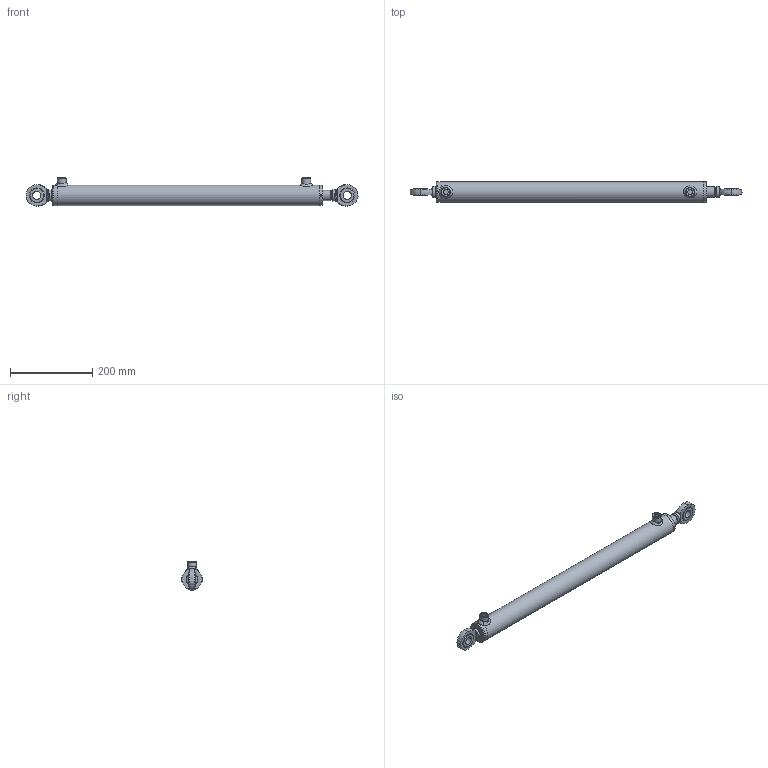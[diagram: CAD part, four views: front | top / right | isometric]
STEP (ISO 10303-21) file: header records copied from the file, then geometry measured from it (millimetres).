
FILE_DESCRIPTION(/* description */ ('Unknown'),/* implementation_level */ '2;1');
FILE_NAME(/* name */ 'M03.3 040 025 550 188186',/* time_stamp */ '2025-09-16T10:38:47+02:00',/* author */ ('Unknown'),/* organization */ ('Unknown'),/* preprocessor_version */ 'ST-DEVELOPER v18.104',/* originating_system */ 'Solid Edge',/* authorisation */ 'Unknown');
FILE_SCHEMA (('AUTOMOTIVE_DESIGN {1 0 10303 214 3 1 1}'));
Length unit declared in the file: millimetre
Products named in the file (3): M03.3 040 025 550 188186; Gelenkauge Ø20 901204; 188030
Assembly tree (3 placements, depth 2):
  M03.3 040 025 550 188186
    Gelenkauge Ø20 901204  x2
    188030
Bounding box: 808.61 x 50 x 69.5 mm (x, y, z)
Volume: 924534.7 mm3; surface area: 300750.4 mm2
Topology: 18 solids, 18 shells, 242 faces, 512 edges, 319 vertices
Faces by surface type: plane 72, cylinder 68, cone 42, torus 40, bspline 18, sphere 2
Full cylindrical faces by diameter (mm): 4 x4, 4.25 x1, 7 x2, 11.445 x2, 12 x2, 12.251 x2, 13.1 x2, 14 x2, 15 x3, 19.5 x1, 20 x4, 22 x3, 25 x4, 27 x1, 27.5 x2, 28 x1, 30 x1, 33 x1, 33.6 x1, 35 x1, 35.4 x2, 38.5 x2, 39.9 x1, 40 x1, 40.3 x1, 40.5 x1, 40.6 x1, 41 x1, 42 x3, 42.5 x1
Entity records: 8006 total; most frequent: CARTESIAN_POINT 3758, DIRECTION 806, ORIENTED_EDGE 546, FACE_BOUND 399, EDGE_LOOP 394, AXIS2_PLACEMENT_3D 388, EDGE_CURVE 273, VERTEX_POINT 240
